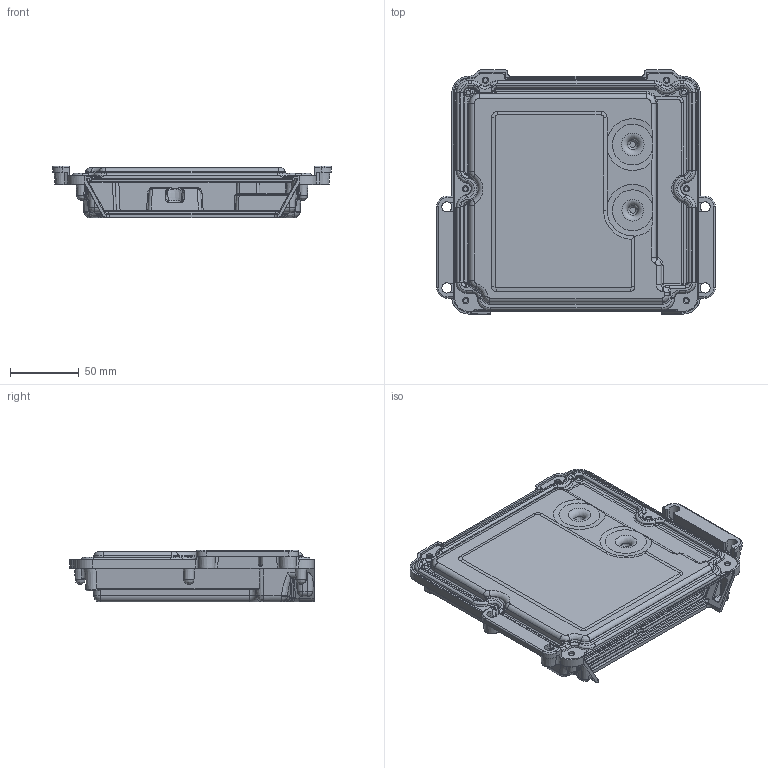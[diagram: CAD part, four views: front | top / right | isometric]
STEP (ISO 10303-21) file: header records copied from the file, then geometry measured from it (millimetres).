
FILE_DESCRIPTION(/* description */ (''),/* implementation_level */ '2;1');
FILE_NAME(/* name */ 'QLF2018-06-29a1.stp',/* time_stamp */ '2018-06-29T10:02:28+08:00',/* author */ (''),/* organization */ (''),/* preprocessor_version */ 'ST-DEVELOPER v15',/* originating_system */ 'SIEMENS PLM Software NX 8.5',/* authorisation */ '');
FILE_SCHEMA (('AP203_CONFIGURATION_CONTROLLED_3D_DESIGN_OF_MECHANICAL_PARTS_AND_ASSEMBLIES_MIM_LF { 1 0 10303 403 2 1 2}'));
Products named in the file (1): Admi0A8C08E526mv
Bounding box: 202.5 x 177.6 x 37.8 mm (x, y, z)
Volume: 204042.9 mm3; surface area: 186427.3 mm2
Topology: 2 solids, 2 shells, 1603 faces, 4081 edges, 2459 vertices
Faces by surface type: cylinder 434, plane 409, bspline 354, cone 213, torus 180, sphere 13
Full cylindrical faces by diameter (mm): 3.3 x6, 4.55 x2, 4.6 x4, 5 x2, 7 x1, 7.4 x4, 7.7 x1
Entity records: 57910 total; most frequent: CARTESIAN_POINT 21129, ORIENTED_EDGE 7920, DIRECTION 7583, EDGE_CURVE 3960, AXIS2_PLACEMENT_3D 3037, VERTEX_POINT 2431, EDGE_LOOP 1695, ADVANCED_FACE 1603
